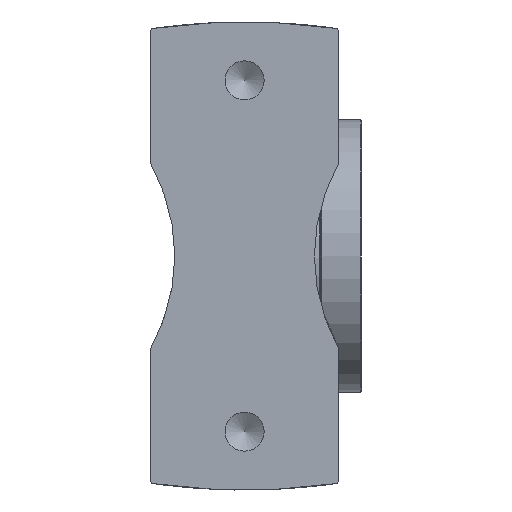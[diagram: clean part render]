
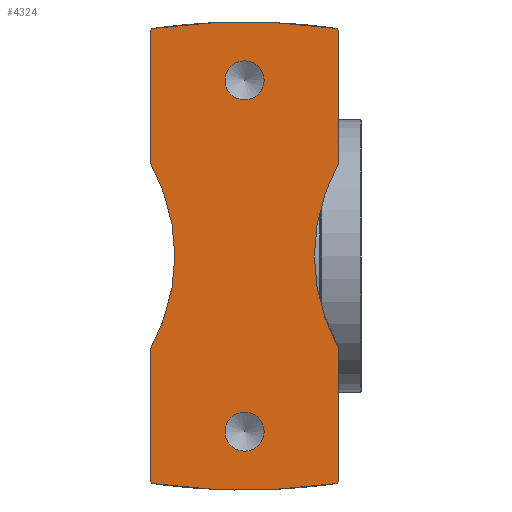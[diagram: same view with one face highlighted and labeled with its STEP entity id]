
A CAD part, front view. The second image highlights one B-rep face of the part: STEP entity #4324.
In plain terms, the highlighted face is planar.
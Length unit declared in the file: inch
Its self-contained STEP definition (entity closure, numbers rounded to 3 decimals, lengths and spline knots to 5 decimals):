
#1045=VECTOR('',#5039,1.);
#1055=VECTOR('',#5143,1.);
#1210=LINE('',#8255,#1045);
#1220=LINE('',#9283,#1055);
#1371=PLANE('',#4628);
#1412=CIRCLE('',#4503,0.2085);
#1414=CIRCLE('',#4507,0.2085);
#1435=CIRCLE('',#4538,6.9071);
#1454=CIRCLE('',#4567,0.035);
#1484=CIRCLE('',#4614,0.035);
#1485=CIRCLE('',#4617,2.);
#1486=CIRCLE('',#4621,0.035);
#1488=CIRCLE('',#4627,0.035);
#1489=CIRCLE('',#4629,2.);
#1490=CIRCLE('',#4630,6.9071);
#1640=VERTEX_POINT('',#6003);
#1643=VERTEX_POINT('',#6010);
#1669=VERTEX_POINT('',#7893);
#1670=VERTEX_POINT('',#7895);
#1685=VERTEX_POINT('',#8254);
#1686=VERTEX_POINT('',#8256);
#1718=VERTEX_POINT('',#9278);
#1719=VERTEX_POINT('',#9282);
#1720=VERTEX_POINT('',#9286);
#1722=VERTEX_POINT('',#9293);
#1723=VERTEX_POINT('',#9296);
#1724=VERTEX_POINT('',#9573);
#1725=VERTEX_POINT('',#9575);
#1726=VERTEX_POINT('',#9578);
#2096=EDGE_CURVE('',#1640,#1640,#1412,.T.);
#2098=EDGE_CURVE('',#1643,#1643,#1414,.T.);
#2144=EDGE_CURVE('',#1670,#1669,#1435,.T.);
#2175=EDGE_CURVE('',#1686,#1685,#1210,.T.);
#2177=EDGE_CURVE('',#1670,#1685,#1454,.T.);
#2232=EDGE_CURVE('',#1718,#1669,#1484,.T.);
#2234=EDGE_CURVE('',#1719,#1718,#1220,.T.);
#2236=EDGE_CURVE('',#1719,#1720,#1485,.T.);
#2240=EDGE_CURVE('',#1722,#1720,#1220,.T.);
#2242=EDGE_CURVE('',#1723,#1722,#1486,.T.);
#2249=EDGE_CURVE('',#1724,#1725,#1488,.T.);
#2252=EDGE_CURVE('',#1724,#1726,#1210,.T.);
#2253=EDGE_CURVE('',#1726,#1686,#1489,.T.);
#2254=EDGE_CURVE('',#1723,#1725,#1490,.T.);
#2925=ORIENTED_EDGE('',*,*,#2096,.T.);
#2926=ORIENTED_EDGE('',*,*,#2098,.T.);
#2927=ORIENTED_EDGE('',*,*,#2249,.F.);
#2928=ORIENTED_EDGE('',*,*,#2252,.T.);
#2929=ORIENTED_EDGE('',*,*,#2253,.T.);
#2930=ORIENTED_EDGE('',*,*,#2175,.T.);
#2931=ORIENTED_EDGE('',*,*,#2177,.F.);
#2932=ORIENTED_EDGE('',*,*,#2144,.T.);
#2933=ORIENTED_EDGE('',*,*,#2232,.F.);
#2934=ORIENTED_EDGE('',*,*,#2234,.F.);
#2935=ORIENTED_EDGE('',*,*,#2236,.T.);
#2936=ORIENTED_EDGE('',*,*,#2240,.F.);
#2937=ORIENTED_EDGE('',*,*,#2242,.F.);
#2938=ORIENTED_EDGE('',*,*,#2254,.T.);
#3758=EDGE_LOOP('',(#2925));
#3759=EDGE_LOOP('',(#2926));
#3760=EDGE_LOOP('',(#2927,#2928,#2929,#2930,#2931,#2932,#2933,#2934,#2935,
#2936,#2937,#2938));
#4040=FACE_BOUND('',#3758,.T.);
#4041=FACE_BOUND('',#3759,.T.);
#4042=FACE_BOUND('',#3760,.T.);
#4324=ADVANCED_FACE('',(#4040,#4041,#4042),#1371,.F.);
#4503=AXIS2_PLACEMENT_3D('',#6002,#4912,#4913);
#4507=AXIS2_PLACEMENT_3D('',#6009,#4920,#4921);
#4538=AXIS2_PLACEMENT_3D('',#7894,#4982,#4983);
#4567=AXIS2_PLACEMENT_3D('',#8259,#5043,#5044);
#4614=AXIS2_PLACEMENT_3D('',#9279,#5139,#5140);
#4617=AXIS2_PLACEMENT_3D('',#9287,#5147,#5148);
#4621=AXIS2_PLACEMENT_3D('',#9297,#5157,#5158);
#4627=AXIS2_PLACEMENT_3D('',#9574,#5170,#5171);
#4628=AXIS2_PLACEMENT_3D('',#9579,#5174,$);
#4629=AXIS2_PLACEMENT_3D('',#9580,#5175,#5176);
#4630=AXIS2_PLACEMENT_3D('',#9581,#5177,#5178);
#4912=DIRECTION('',(0.,0.,1.));
#4913=DIRECTION('',(0.209,0.,0.));
#4920=DIRECTION('',(0.,0.,1.));
#4921=DIRECTION('',(0.209,0.,0.));
#4982=DIRECTION('',(0.,0.,-1.));
#4983=DIRECTION('',(6.907,0.,0.));
#5039=DIRECTION('',(0.,-1.,0.));
#5043=DIRECTION('',(0.,0.,1.));
#5044=DIRECTION('',(0.026,-0.023,0.));
#5139=DIRECTION('',(0.,0.,1.));
#5140=DIRECTION('',(-0.026,-0.023,0.));
#5143=DIRECTION('',(0.,-1.,0.));
#5147=DIRECTION('',(0.,0.,1.));
#5148=DIRECTION('',(-2.,0.,0.));
#5157=DIRECTION('',(0.,0.,1.));
#5158=DIRECTION('',(-0.026,0.023,0.));
#5170=DIRECTION('',(0.,0.,1.));
#5171=DIRECTION('',(0.026,0.023,0.));
#5174=DIRECTION('',(0.,0.,1.));
#5175=DIRECTION('',(0.,0.,1.));
#5176=DIRECTION('',(2.,0.,0.));
#5177=DIRECTION('',(0.,0.,-1.));
#5178=DIRECTION('',(-6.907,0.,0.));
#6002=CARTESIAN_POINT('',(0.,-1.87598,0.));
#6003=CARTESIAN_POINT('',(0.2085,-1.87598,0.));
#6009=CARTESIAN_POINT('',(0.,1.87598,0.));
#6010=CARTESIAN_POINT('',(0.2085,1.87598,0.));
#7893=CARTESIAN_POINT('',(-0.97387,-2.431,0.));
#7894=CARTESIAN_POINT('',(0.,4.4071,0.));
#7895=CARTESIAN_POINT('',(0.97387,-2.431,0.));
#8254=CARTESIAN_POINT('',(1.00394,-2.39635,0.));
#8255=CARTESIAN_POINT('',(1.00394,2.42665,0.));
#8256=CARTESIAN_POINT('',(1.00394,-0.98425,0.));
#8259=CARTESIAN_POINT('',(0.96894,-2.39635,0.));
#9278=CARTESIAN_POINT('',(-1.00394,-2.39635,0.));
#9279=CARTESIAN_POINT('',(-0.96894,-2.39635,0.));
#9282=CARTESIAN_POINT('',(-1.00394,-0.98425,0.));
#9283=CARTESIAN_POINT('',(-1.00394,2.42665,0.));
#9286=CARTESIAN_POINT('',(-1.00394,0.98425,0.));
#9287=CARTESIAN_POINT('',(-2.74498,0.,0.));
#9293=CARTESIAN_POINT('',(-1.00394,2.39635,0.));
#9296=CARTESIAN_POINT('',(-0.97387,2.431,0.));
#9297=CARTESIAN_POINT('',(-0.96894,2.39635,0.));
#9573=CARTESIAN_POINT('',(1.00394,2.39635,0.));
#9574=CARTESIAN_POINT('',(0.96894,2.39635,0.));
#9575=CARTESIAN_POINT('',(0.97387,2.431,0.));
#9578=CARTESIAN_POINT('',(1.00394,0.98425,0.));
#9579=CARTESIAN_POINT('',(0.49678,1.23409,0.));
#9580=CARTESIAN_POINT('',(2.74498,0.,0.));
#9581=CARTESIAN_POINT('',(0.,-4.4071,0.));
